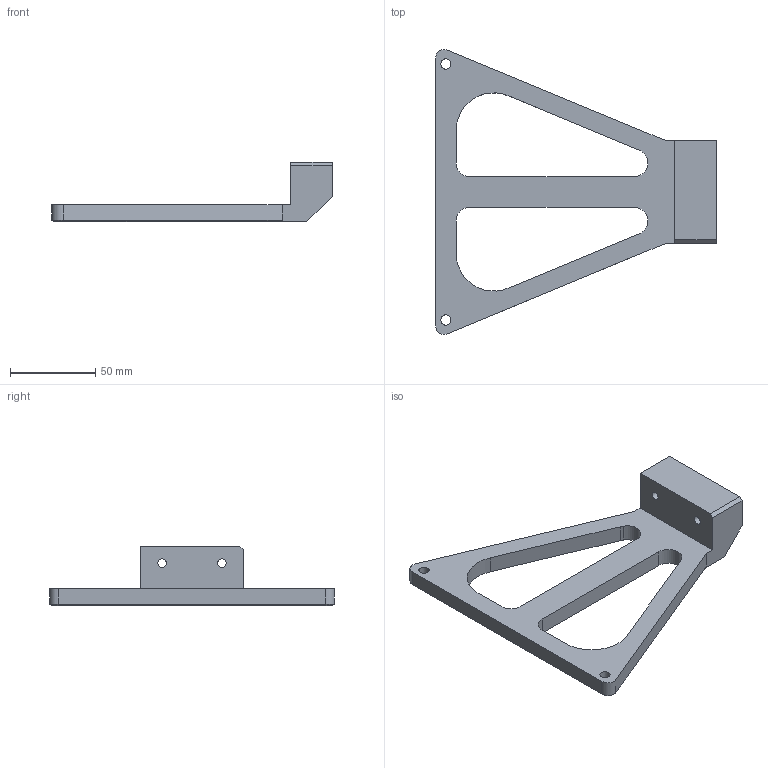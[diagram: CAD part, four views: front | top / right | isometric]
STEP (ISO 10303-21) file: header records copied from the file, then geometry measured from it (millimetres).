
FILE_DESCRIPTION(/* description */ (''),/* implementation_level */ '2;1');
FILE_NAME(/* name */ 'MT_A-bracket_L v1.step',/* time_stamp */ '2024-07-03T11:13:53+02:00',/* author */ (''),/* organization */ (''),/* preprocessor_version */ 'ST-DEVELOPER v20',/* originating_system */ 'Autodesk Translation Framework v13.14.0.145',/* authorisation */ '');
FILE_SCHEMA (('AUTOMOTIVE_DESIGN { 1 0 10303 214 3 1 1 }'));
Length unit declared in the file: millimetre
Products named in the file (1): MT_A-bracket_L
Bounding box: 164.5 x 166.96 x 35 mm (x, y, z)
Volume: 125082.5 mm3; surface area: 34912.1 mm2
Topology: 1 solids, 1 shells, 51 faces, 137 edges, 90 vertices
Faces by surface type: plane 35, cylinder 14, cone 2
Full cylindrical faces by diameter (mm): 5 x2, 6 x2
Entity records: 1646 total; most frequent: CARTESIAN_POINT 279, ORIENTED_EDGE 274, DIRECTION 271, EDGE_CURVE 137, LINE 107, VECTOR 107, VERTEX_POINT 90, AXIS2_PLACEMENT_3D 82
